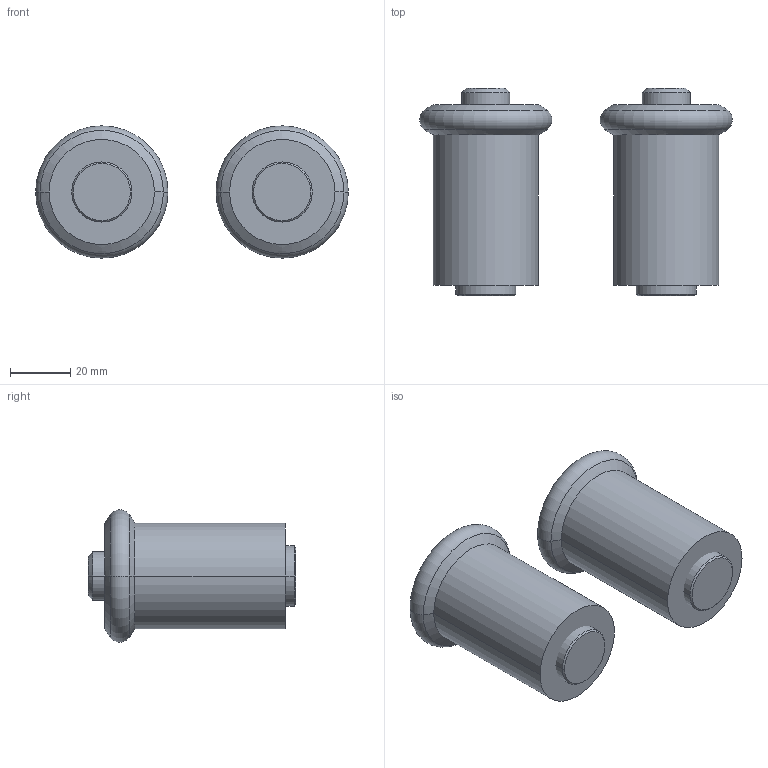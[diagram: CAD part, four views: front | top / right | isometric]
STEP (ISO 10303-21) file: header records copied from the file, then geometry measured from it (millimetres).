
FILE_DESCRIPTION((''),'2;1');
FILE_NAME('5001220-074_ASM','2020-11-28T21:43:11',('25393'),(''),'CREO PARAMETRIC BY PTC INC, 2018020','CREO PARAMETRIC BY PTC INC, 2018020','');
FILE_SCHEMA(('CONFIG_CONTROL_DESIGN'));
Length unit declared in the file: millimetre
Products named in the file (7): 5001220-072_8; 5001220-162_15; 5006020-072_1; 5001220-071_ASM_17_ASM; 5001220-132_2; 5001220-074_ASM_4_ASM; 5001220-074_ASM
Assembly tree (8 placements, depth 4):
  5001220-074_ASM
    5001220-074_ASM_4_ASM
      5001220-071_ASM_17_ASM  x2
        5001220-072_8
        5001220-162_15
        5006020-072_1
      5001220-132_2  x2
Bounding box: 104 x 69 x 44 mm (x, y, z)
Volume: 131935.6 mm3; surface area: 26366.1 mm2
Topology: 8 solids, 8 shells, 48 faces, 92 edges, 60 vertices
Faces by surface type: plane 16, cylinder 12, cone 8, bspline 8, torus 4
Entity records: 940 total; most frequent: CARTESIAN_POINT 230, DIRECTION 166, ORIENTED_EDGE 92, AXIS2_PLACEMENT_3D 78, EDGE_CURVE 46, CIRCLE 36, VERTEX_POINT 30, EDGE_LOOP 24
